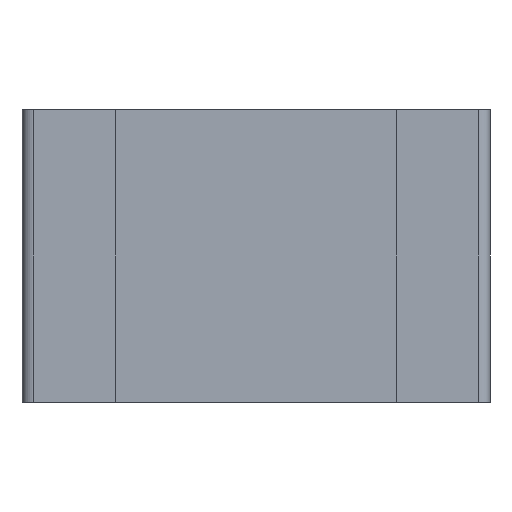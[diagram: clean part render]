
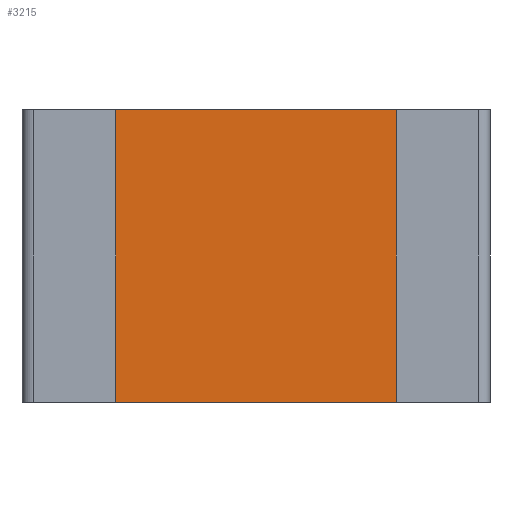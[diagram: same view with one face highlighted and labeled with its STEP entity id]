
A CAD part, front view. The second image highlights one B-rep face of the part: STEP entity #3215.
In plain terms, the highlighted planar face has unit normal (0, -1, 0).
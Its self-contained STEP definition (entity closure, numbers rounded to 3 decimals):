
#18 = CARTESIAN_POINT ( 'NONE',  ( 0.95, 0.05, -0.625 ) ) ;
#35 = VECTOR ( 'NONE', #2335, 1000. ) ;
#50 = DIRECTION ( 'NONE',  ( 0., 1., 0. ) ) ;
#80 = DIRECTION ( 'NONE',  ( 0., 0., 1. ) ) ;
#187 = VECTOR ( 'NONE', #4996, 1000. ) ;
#239 = ORIENTED_EDGE ( 'NONE', *, *, #1218, .F. ) ;
#243 = DIRECTION ( 'NONE',  ( 1., 0., 0. ) ) ;
#508 = CARTESIAN_POINT ( 'NONE',  ( -0.95, 0.05, -0.625 ) ) ;
#774 = VERTEX_POINT ( 'NONE', #18 ) ;
#840 = LINE ( 'NONE', #4462, #187 ) ;
#888 = EDGE_CURVE ( 'NONE', #5527, #1952, #2356, .T. ) ;
#902 = LINE ( 'NONE', #2302, #35 ) ;
#1101 = ORIENTED_EDGE ( 'NONE', *, *, #888, .F. ) ;
#1218 = EDGE_CURVE ( 'NONE', #774, #4133, #840, .T. ) ;
#1449 = CARTESIAN_POINT ( 'NONE',  ( -0.95, 0.05, 0.625 ) ) ;
#1952 = VERTEX_POINT ( 'NONE', #3851 ) ;
#2034 = VECTOR ( 'NONE', #5869, 1000. ) ;
#2154 = PLANE ( 'NONE',  #3471 ) ;
#2302 = CARTESIAN_POINT ( 'NONE',  ( -0.95, 0.05, -0.625 ) ) ;
#2335 = DIRECTION ( 'NONE',  ( 0., 0., 1. ) ) ;
#2356 = LINE ( 'NONE', #3222, #5677 ) ;
#2590 = LINE ( 'NONE', #3587, #2034 ) ;
#3215 = ADVANCED_FACE ( 'NONE', ( #4668 ), #2154, .F. ) ;
#3222 = CARTESIAN_POINT ( 'NONE',  ( -0.95, 0.05, 0.625 ) ) ;
#3471 = AXIS2_PLACEMENT_3D ( 'NONE', #6196, #50, #80 ) ;
#3587 = CARTESIAN_POINT ( 'NONE',  ( 0.95, 0.05, -0.625 ) ) ;
#3851 = CARTESIAN_POINT ( 'NONE',  ( 0.95, 0.05, 0.625 ) ) ;
#4133 = VERTEX_POINT ( 'NONE', #508 ) ;
#4462 = CARTESIAN_POINT ( 'NONE',  ( -0.95, 0.05, -0.625 ) ) ;
#4668 = FACE_OUTER_BOUND ( 'NONE', #5046, .T. ) ;
#4996 = DIRECTION ( 'NONE',  ( -1., 0., 0. ) ) ;
#5046 = EDGE_LOOP ( 'NONE', ( #6560, #239, #6438, #1101 ) ) ;
#5527 = VERTEX_POINT ( 'NONE', #1449 ) ;
#5677 = VECTOR ( 'NONE', #243, 1000. ) ;
#5764 = EDGE_CURVE ( 'NONE', #4133, #5527, #902, .T. ) ;
#5869 = DIRECTION ( 'NONE',  ( 0., 0., -1. ) ) ;
#6196 = CARTESIAN_POINT ( 'NONE',  ( 0., 0.05, 0. ) ) ;
#6426 = EDGE_CURVE ( 'NONE', #1952, #774, #2590, .T. ) ;
#6438 = ORIENTED_EDGE ( 'NONE', *, *, #6426, .F. ) ;
#6560 = ORIENTED_EDGE ( 'NONE', *, *, #5764, .F. ) ;
